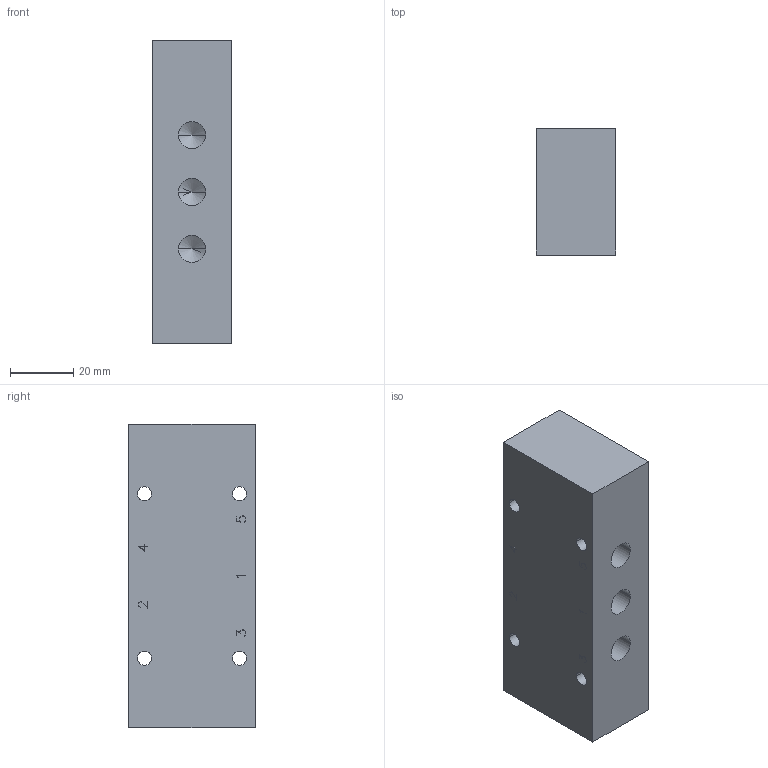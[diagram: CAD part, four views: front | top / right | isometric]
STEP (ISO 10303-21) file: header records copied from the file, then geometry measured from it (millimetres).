
FILE_DESCRIPTION (( 'STEP AP214' ), '1' );
FILE_NAME ('P-05-533_Airtec.step', '2018-12-06T07:53:16', ( '' ), ( '' ), 'SwSTEP 2.0', 'SolidWorks 2010', '' );
FILE_SCHEMA (( 'AUTOMOTIVE_DESIGN' ));
Length unit declared in the file: millimetre
Products named in the file (1): P-05-533_Airtec
Bounding box: 25 x 40 x 96 mm (x, y, z)
Volume: 89624.7 mm3; surface area: 17947.4 mm2
Topology: 1 solids, 1 shells, 282 faces, 790 edges, 515 vertices
Faces by surface type: plane 246, cylinder 22, cone 14
Entity records: 8858 total; most frequent: CARTESIAN_POINT 1574, ORIENTED_EDGE 1552, DIRECTION 1386, EDGE_CURVE 776, LINE 732, VECTOR 732, VERTEX_POINT 515, AXIS2_PLACEMENT_3D 327
